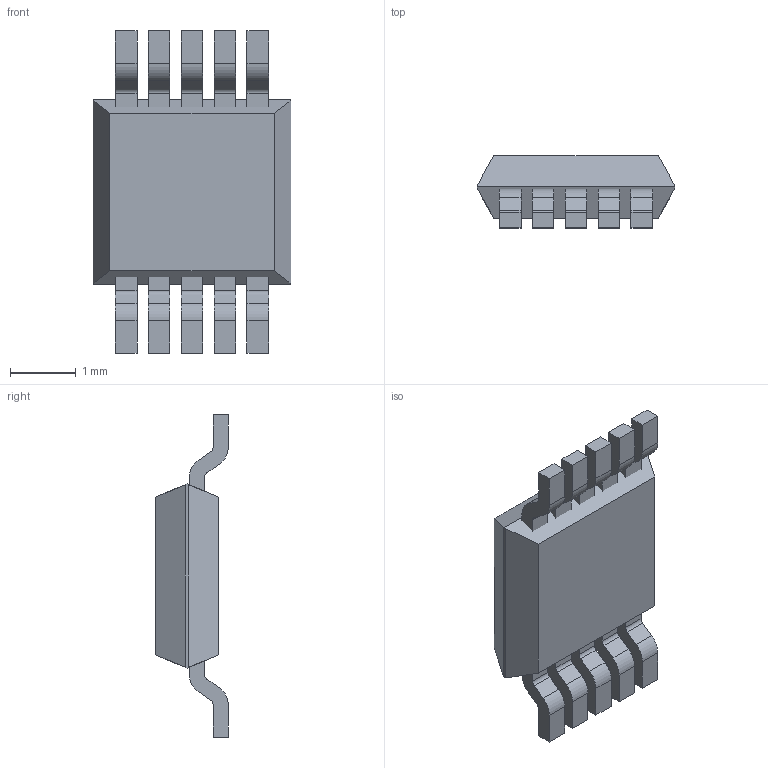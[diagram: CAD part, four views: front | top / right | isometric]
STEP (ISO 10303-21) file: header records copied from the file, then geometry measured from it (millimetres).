
FILE_DESCRIPTION( ( '' ), ' ' );
FILE_NAME( '5aa954899b80f30fbe646c62.step', '2018-03-14T16:58:14', ( '' ), ( '' ), ' ', ' ', ' ' );
FILE_SCHEMA( ( 'AUTOMOTIVE_DESIGN { 1 0 10303 214 1 1 1 1 }' ) );
Length unit declared in the file: metre
Products named in the file (11): 1; 2; 3; 4; 5; 6; 7; 8; 9; 10; 11
Bounding box: 3 x 1.1 x 4.9 mm (x, y, z)
Volume: 7.9 mm3; surface area: 40.2 mm2
Topology: 11 solids, 11 shells, 154 faces, 393 edges, 262 vertices
Faces by surface type: plane 113, cylinder 41
Full cylindrical faces by diameter (mm): 0.5 x1
Entity records: 5982 total; most frequent: CARTESIAN_POINT 819, DIRECTION 804, ORIENTED_EDGE 784, EDGE_CURVE 392, LINE 310, VECTOR 310, VERTEX_POINT 262, AXIS2_PLACEMENT_3D 247
